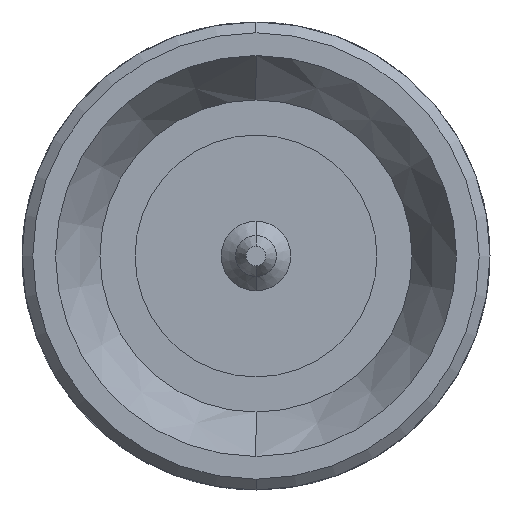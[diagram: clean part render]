
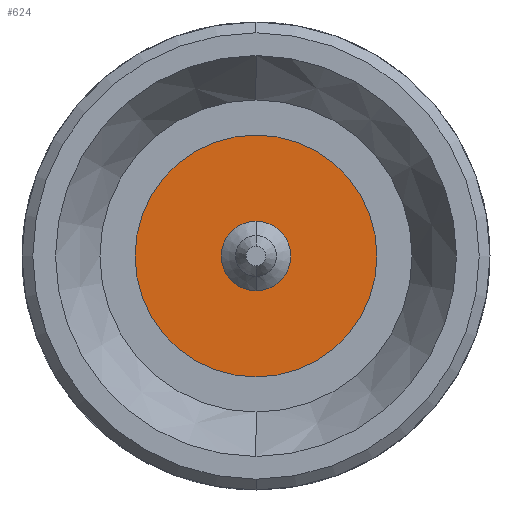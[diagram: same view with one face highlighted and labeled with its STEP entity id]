
A CAD part, left-side view. The second image highlights one B-rep face of the part: STEP entity #624.
In plain terms, the highlighted planar face has unit normal (-1, 0, 0).
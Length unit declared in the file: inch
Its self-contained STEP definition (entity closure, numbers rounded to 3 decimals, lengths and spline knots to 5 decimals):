
#106 = EDGE_CURVE ( 'NONE', #2604, #1614, #2954, .T. ) ;
#288 = FACE_BOUND ( 'NONE', #1071, .T. ) ;
#302 = CARTESIAN_POINT ( 'NONE',  ( 0.40848, 0.00067, 0. ) ) ;
#306 = VERTEX_POINT ( 'NONE', #2780 ) ;
#486 = AXIS2_PLACEMENT_3D ( 'NONE', #302, #2233, #1492 ) ;
#492 = DIRECTION ( 'NONE',  ( 0., 0., 1. ) ) ;
#585 = EDGE_CURVE ( 'NONE', #2531, #306, #3051, .T. ) ;
#624 = ADVANCED_FACE ( 'NONE', ( #288, #2205 ), #884, .T. ) ;
#658 = CARTESIAN_POINT ( 'NONE',  ( 0.40848, 0.00067, 0. ) ) ;
#706 = EDGE_CURVE ( 'NONE', #1614, #2604, #1570, .T. ) ;
#707 = CARTESIAN_POINT ( 'NONE',  ( 0.40848, 0.00067, 0. ) ) ;
#760 = ORIENTED_EDGE ( 'NONE', *, *, #585, .F. ) ;
#765 = ORIENTED_EDGE ( 'NONE', *, *, #1241, .F. ) ;
#860 = CARTESIAN_POINT ( 'NONE',  ( 0.40848, 0.00067, 0.12216 ) ) ;
#884 = PLANE ( 'NONE',  #2407 ) ;
#892 = ORIENTED_EDGE ( 'NONE', *, *, #106, .F. ) ;
#1071 = EDGE_LOOP ( 'NONE', ( #760, #765 ) ) ;
#1241 = EDGE_CURVE ( 'NONE', #306, #2531, #2336, .T. ) ;
#1373 = CARTESIAN_POINT ( 'NONE',  ( 0.40848, 0.00067, 0. ) ) ;
#1492 = DIRECTION ( 'NONE',  ( 0., 0., -1. ) ) ;
#1570 = CIRCLE ( 'NONE', #486, 0.12216 ) ;
#1614 = VERTEX_POINT ( 'NONE', #2820 ) ;
#1616 = DIRECTION ( 'NONE',  ( -1., 0., 0. ) ) ;
#1906 = DIRECTION ( 'NONE',  ( 0., 0., 1. ) ) ;
#2074 = AXIS2_PLACEMENT_3D ( 'NONE', #707, #2124, #1906 ) ;
#2102 = DIRECTION ( 'NONE',  ( 0., 0., 1. ) ) ;
#2117 = DIRECTION ( 'NONE',  ( 0., 0., -1. ) ) ;
#2124 = DIRECTION ( 'NONE',  ( -1., 0., 0. ) ) ;
#2205 = FACE_OUTER_BOUND ( 'NONE', #2948, .T. ) ;
#2233 = DIRECTION ( 'NONE',  ( 1., 0., 0. ) ) ;
#2250 = AXIS2_PLACEMENT_3D ( 'NONE', #658, #1616, #492 ) ;
#2336 = CIRCLE ( 'NONE', #2074, 0.035 ) ;
#2358 = DIRECTION ( 'NONE',  ( 1., 0., 0. ) ) ;
#2407 = AXIS2_PLACEMENT_3D ( 'NONE', #2835, #2573, #2102 ) ;
#2531 = VERTEX_POINT ( 'NONE', #2990 ) ;
#2573 = DIRECTION ( 'NONE',  ( -1., 0., 0. ) ) ;
#2604 = VERTEX_POINT ( 'NONE', #860 ) ;
#2687 = ORIENTED_EDGE ( 'NONE', *, *, #706, .F. ) ;
#2704 = AXIS2_PLACEMENT_3D ( 'NONE', #1373, #2358, #2117 ) ;
#2780 = CARTESIAN_POINT ( 'NONE',  ( 0.40848, 0.00067, -0.035 ) ) ;
#2820 = CARTESIAN_POINT ( 'NONE',  ( 0.40848, 0.00067, -0.12216 ) ) ;
#2835 = CARTESIAN_POINT ( 'NONE',  ( 0.40848, 0.12282, 0. ) ) ;
#2948 = EDGE_LOOP ( 'NONE', ( #2687, #892 ) ) ;
#2954 = CIRCLE ( 'NONE', #2704, 0.12216 ) ;
#2990 = CARTESIAN_POINT ( 'NONE',  ( 0.40848, 0.00067, 0.035 ) ) ;
#3051 = CIRCLE ( 'NONE', #2250, 0.035 ) ;
